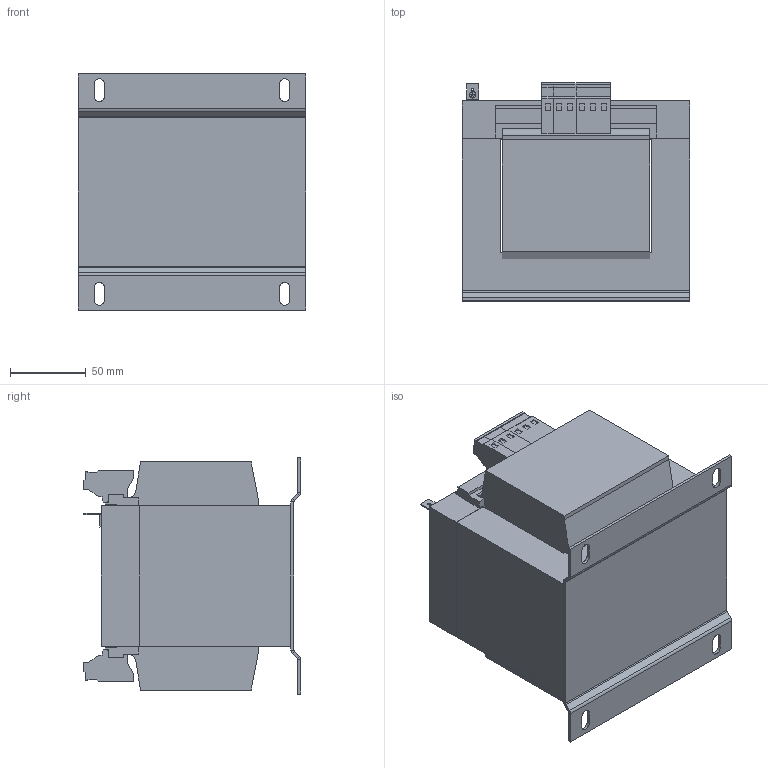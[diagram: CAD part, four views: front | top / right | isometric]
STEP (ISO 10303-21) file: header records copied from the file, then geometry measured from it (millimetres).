
FILE_DESCRIPTION (( 'STEP AP214' ), '1' );
FILE_NAME ('212994.STEP', '2020-12-09T12:15:40', ( '' ), ( '' ), 'SwSTEP 2.0', 'SolidWorks 2018', '' );
FILE_SCHEMA (( 'AUTOMOTIVE_DESIGN' ));
Length unit declared in the file: millimetre
Products named in the file (1): 212994
Bounding box: 150 x 143.25 x 155.4 mm (x, y, z)
Volume: 2255732.6 mm3; surface area: 193150.8 mm2
Topology: 1 solids, 1 shells, 347 faces, 863 edges, 542 vertices
Faces by surface type: plane 297, cylinder 50
Entity records: 10119 total; most frequent: CARTESIAN_POINT 1753, ORIENTED_EDGE 1726, DIRECTION 1659, EDGE_CURVE 863, VECTOR 763, LINE 763, VERTEX_POINT 542, AXIS2_PLACEMENT_3D 448
